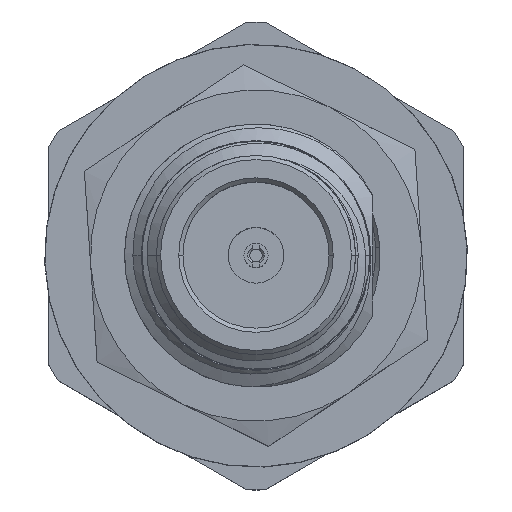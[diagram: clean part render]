
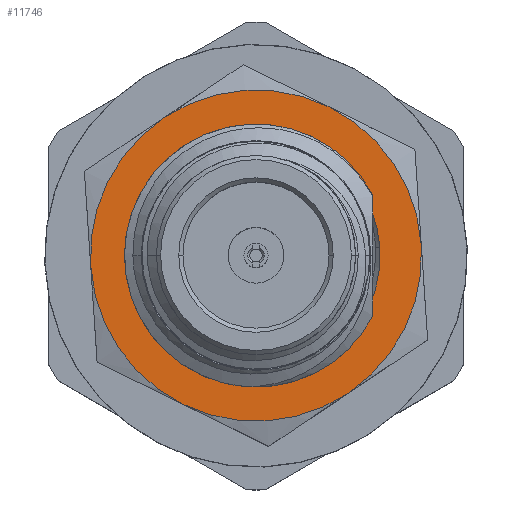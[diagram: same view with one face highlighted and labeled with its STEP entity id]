
A CAD part, top view. The second image highlights one B-rep face of the part: STEP entity #11746.
In plain terms, the highlighted planar face has unit normal (0, 0, 1).
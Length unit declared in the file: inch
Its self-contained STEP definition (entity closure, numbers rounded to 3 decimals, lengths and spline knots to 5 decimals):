
#387 = CARTESIAN_POINT ( 'NONE',  ( -0.29716, 0.11736, 1.07183 ) ) ;
#975 = CARTESIAN_POINT ( 'NONE',  ( -0.26565, 0.09515, 1.07183 ) ) ;
#1249 = CARTESIAN_POINT ( 'NONE',  ( -0.25314, 0.09958, 1.07183 ) ) ;
#1258 = AXIS2_PLACEMENT_3D ( 'NONE', #2789, #10938, #19195 ) ;
#1717 = B_SPLINE_CURVE_WITH_KNOTS ( 'NONE', 3,
 ( #17400, #3255, #9406, #7244, #975, #1249, #15523, #5118, #9000, #25380, #17545, #11535 ),
 .UNSPECIFIED., .F., .F.,
 ( 4, 2, 2, 2, 2, 4 ),
 ( 0., 0.25, 0.5, 0.625, 0.75, 1. ),
 .UNSPECIFIED. ) ;
#1732 = AXIS2_PLACEMENT_3D ( 'NONE', #3888, #5481, #26122 ) ;
#1926 = VERTEX_POINT ( 'NONE', #18164 ) ;
#2309 = CARTESIAN_POINT ( 'NONE',  ( -0.20948, -0.01346, 1.07183 ) ) ;
#2367 = CARTESIAN_POINT ( 'NONE',  ( -0.09164, -0.00556, 1.07183 ) ) ;
#2789 = CARTESIAN_POINT ( 'NONE',  ( -0.20948, -0.01346, 1.07183 ) ) ;
#3132 = VERTEX_POINT ( 'NONE', #5219 ) ;
#3255 = CARTESIAN_POINT ( 'NONE',  ( -0.29571, 0.07644, 1.07183 ) ) ;
#3315 = AXIS2_PLACEMENT_3D ( 'NONE', #17837, #11828, #9819 ) ;
#3399 = CIRCLE ( 'NONE', #11043, 0.15748 ) ;
#3488 = CARTESIAN_POINT ( 'NONE',  ( -0.20948, -0.01346, 1.07183 ) ) ;
#3489 = CARTESIAN_POINT ( 'NONE',  ( -0.32635, -0.03053, 1.07183 ) ) ;
#3650 = DIRECTION ( 'NONE',  ( 0.998, 0.067, 0. ) ) ;
#3688 = EDGE_LOOP ( 'NONE', ( #4194, #18057, #14507, #21947 ) ) ;
#3744 = DIRECTION ( 'NONE',  ( 0.998, 0.067, 0. ) ) ;
#3781 = EDGE_CURVE ( 'NONE', #7629, #14365, #19752, .T. ) ;
#3888 = CARTESIAN_POINT ( 'NONE',  ( -0.20948, -0.01346, 1.07183 ) ) ;
#4194 = ORIENTED_EDGE ( 'NONE', *, *, #12884, .T. ) ;
#4501 = ORIENTED_EDGE ( 'NONE', *, *, #24013, .T. ) ;
#4790 = CARTESIAN_POINT ( 'NONE',  ( -0.05236, -0.00293, 1.07183 ) ) ;
#5054 = FACE_OUTER_BOUND ( 'NONE', #10058, .T. ) ;
#5118 = CARTESIAN_POINT ( 'NONE',  ( -0.24034, 0.10285, 1.07183 ) ) ;
#5219 = CARTESIAN_POINT ( 'NONE',  ( -0.14003, 0.12788, 1.07183 ) ) ;
#5481 = DIRECTION ( 'NONE',  ( 0., 0., 1. ) ) ;
#5618 = CARTESIAN_POINT ( 'NONE',  ( -0.20948, -0.01346, 1.07183 ) ) ;
#5768 = CARTESIAN_POINT ( 'NONE',  ( -0.30206, 0.07024, 1.07183 ) ) ;
#5774 = CARTESIAN_POINT ( 'NONE',  ( -0.3125, 0.05563, 1.07183 ) ) ;
#5923 = AXIS2_PLACEMENT_3D ( 'NONE', #20349, #22464, #10086 ) ;
#6036 = CARTESIAN_POINT ( 'NONE',  ( -0.3077, 0.06317, 1.07183 ) ) ;
#6758 = AXIS2_PLACEMENT_3D ( 'NONE', #3488, #7729, #3744 ) ;
#7244 = CARTESIAN_POINT ( 'NONE',  ( -0.27369, 0.09129, 1.07183 ) ) ;
#7436 = VERTEX_POINT ( 'NONE', #21863 ) ;
#7629 = VERTEX_POINT ( 'NONE', #3489 ) ;
#7654 = CARTESIAN_POINT ( 'NONE',  ( -0.32895, 0.0005, 1.07183 ) ) ;
#7729 = DIRECTION ( 'NONE',  ( 0., 0., 1. ) ) ;
#7781 = CARTESIAN_POINT ( 'NONE',  ( -0.3246, 0.02686, 1.07183 ) ) ;
#7924 = CARTESIAN_POINT ( 'NONE',  ( -0.32025, 0.03944, 1.07183 ) ) ;
#8191 = CARTESIAN_POINT ( 'NONE',  ( -0.32669, 0.01827, 1.07183 ) ) ;
#8202 = VERTEX_POINT ( 'NONE', #17360 ) ;
#8430 = ORIENTED_EDGE ( 'NONE', *, *, #14682, .T. ) ;
#9000 = CARTESIAN_POINT ( 'NONE',  ( -0.23607, 0.10363, 1.07183 ) ) ;
#9406 = CARTESIAN_POINT ( 'NONE',  ( -0.28878, 0.08188, 1.07183 ) ) ;
#9667 = CARTESIAN_POINT ( 'NONE',  ( -0.32913, -0.01293, 1.07183 ) ) ;
#9819 = DIRECTION ( 'NONE',  ( 0.998, 0.067, 0. ) ) ;
#9867 = CARTESIAN_POINT ( 'NONE',  ( -0.12181, -0.14427, 1.07183 ) ) ;
#10003 = CIRCLE ( 'NONE', #21479, 0.15748 ) ;
#10058 = EDGE_LOOP ( 'NONE', ( #8430, #4501, #14565, #13797, #20308, #16335 ) ) ;
#10086 = DIRECTION ( 'NONE',  ( 0.998, 0.067, 0. ) ) ;
#10180 = EDGE_CURVE ( 'NONE', #14365, #8202, #1717, .T. ) ;
#10938 = DIRECTION ( 'NONE',  ( 0., 0., 1. ) ) ;
#11043 = AXIS2_PLACEMENT_3D ( 'NONE', #21941, #21683, #23684 ) ;
#11535 = CARTESIAN_POINT ( 'NONE',  ( -0.20511, 0.10457, 1.07183 ) ) ;
#11746 = ADVANCED_FACE ( 'NONE', ( #19321, #5054 ), #15054, .T. ) ;
#11828 = DIRECTION ( 'NONE',  ( 0., 0., -1. ) ) ;
#11945 = CARTESIAN_POINT ( 'NONE',  ( -0.32331, 0.03109, 1.07183 ) ) ;
#12182 = EDGE_CURVE ( 'NONE', #13132, #1926, #16195, .T. ) ;
#12484 = EDGE_CURVE ( 'NONE', #7436, #15531, #19564, .T. ) ;
#12766 = EDGE_CURVE ( 'NONE', #3132, #13132, #3399, .T. ) ;
#12884 = EDGE_CURVE ( 'NONE', #8202, #25967, #16168, .T. ) ;
#13132 = VERTEX_POINT ( 'NONE', #387 ) ;
#13290 = CARTESIAN_POINT ( 'NONE',  ( -0.20948, -0.01346, 1.07183 ) ) ;
#13765 = DIRECTION ( 'NONE',  ( 0., 0., 1. ) ) ;
#13787 = CARTESIAN_POINT ( 'NONE',  ( -0.32824, -0.02178, 1.07183 ) ) ;
#13797 = ORIENTED_EDGE ( 'NONE', *, *, #12182, .T. ) ;
#14365 = VERTEX_POINT ( 'NONE', #5768 ) ;
#14507 = ORIENTED_EDGE ( 'NONE', *, *, #3781, .T. ) ;
#14565 = ORIENTED_EDGE ( 'NONE', *, *, #12766, .T. ) ;
#14682 = EDGE_CURVE ( 'NONE', #15531, #21912, #24694, .T. ) ;
#14878 = AXIS2_PLACEMENT_3D ( 'NONE', #13290, #15293, #21407 ) ;
#15054 = PLANE ( 'NONE',  #1258 ) ;
#15293 = DIRECTION ( 'NONE',  ( 0., 0., 1. ) ) ;
#15523 = CARTESIAN_POINT ( 'NONE',  ( -0.24892, 0.10083, 1.07183 ) ) ;
#15531 = VERTEX_POINT ( 'NONE', #9867 ) ;
#15584 = CIRCLE ( 'NONE', #16864, 0.15748 ) ;
#16168 = CIRCLE ( 'NONE', #5923, 0.11811 ) ;
#16195 = CIRCLE ( 'NONE', #1732, 0.15748 ) ;
#16202 = CARTESIAN_POINT ( 'NONE',  ( -0.32635, -0.03053, 1.07183 ) ) ;
#16335 = ORIENTED_EDGE ( 'NONE', *, *, #12484, .T. ) ;
#16864 = AXIS2_PLACEMENT_3D ( 'NONE', #5618, #13765, #3650 ) ;
#17360 = CARTESIAN_POINT ( 'NONE',  ( -0.20511, 0.10457, 1.07183 ) ) ;
#17400 = CARTESIAN_POINT ( 'NONE',  ( -0.30206, 0.07024, 1.07183 ) ) ;
#17545 = CARTESIAN_POINT ( 'NONE',  ( -0.21381, 0.10544, 1.07183 ) ) ;
#17837 = CARTESIAN_POINT ( 'NONE',  ( -0.20948, -0.01346, 1.07183 ) ) ;
#17950 = CARTESIAN_POINT ( 'NONE',  ( -0.31846, 0.0436, 1.07183 ) ) ;
#18057 = ORIENTED_EDGE ( 'NONE', *, *, #18145, .T. ) ;
#18145 = EDGE_CURVE ( 'NONE', #25967, #7629, #20348, .T. ) ;
#18164 = CARTESIAN_POINT ( 'NONE',  ( -0.36661, -0.02398, 1.07183 ) ) ;
#19195 = DIRECTION ( 'NONE',  ( 0.998, 0.067, 0. ) ) ;
#19321 = FACE_BOUND ( 'NONE', #3688, .T. ) ;
#19564 = CIRCLE ( 'NONE', #14878, 0.15748 ) ;
#19752 = B_SPLINE_CURVE_WITH_KNOTS ( 'NONE', 3,
 ( #16202, #13787, #9667, #7654, #22182, #20184, #8191, #7781, #11945, #7924, #17950, #5774, #6036, #21917 ),
 .UNSPECIFIED., .F., .F.,
 ( 4, 2, 2, 2, 2, 2, 4 ),
 ( 0., 0.25, 0.375, 0.5, 0.625, 0.75, 1. ),
 .UNSPECIFIED. ) ;
#20184 = CARTESIAN_POINT ( 'NONE',  ( -0.32752, 0.0138, 1.07183 ) ) ;
#20308 = ORIENTED_EDGE ( 'NONE', *, *, #23282, .T. ) ;
#20327 = DIRECTION ( 'NONE',  ( 0., 0., 1. ) ) ;
#20348 = CIRCLE ( 'NONE', #3315, 0.11811 ) ;
#20349 = CARTESIAN_POINT ( 'NONE',  ( -0.20948, -0.01346, 1.07183 ) ) ;
#21407 = DIRECTION ( 'NONE',  ( 0.998, 0.067, 0. ) ) ;
#21479 = AXIS2_PLACEMENT_3D ( 'NONE', #2309, #20327, #24846 ) ;
#21683 = DIRECTION ( 'NONE',  ( 0., 0., 1. ) ) ;
#21863 = CARTESIAN_POINT ( 'NONE',  ( -0.27894, -0.15479, 1.07183 ) ) ;
#21912 = VERTEX_POINT ( 'NONE', #4790 ) ;
#21917 = CARTESIAN_POINT ( 'NONE',  ( -0.30206, 0.07024, 1.07183 ) ) ;
#21941 = CARTESIAN_POINT ( 'NONE',  ( -0.20948, -0.01346, 1.07183 ) ) ;
#21947 = ORIENTED_EDGE ( 'NONE', *, *, #10180, .T. ) ;
#22182 = CARTESIAN_POINT ( 'NONE',  ( -0.32864, 0.00495, 1.07183 ) ) ;
#22464 = DIRECTION ( 'NONE',  ( 0., 0., -1. ) ) ;
#23282 = EDGE_CURVE ( 'NONE', #1926, #7436, #10003, .T. ) ;
#23684 = DIRECTION ( 'NONE',  ( 0.998, 0.067, 0. ) ) ;
#24013 = EDGE_CURVE ( 'NONE', #21912, #3132, #15584, .T. ) ;
#24694 = CIRCLE ( 'NONE', #6758, 0.15748 ) ;
#24846 = DIRECTION ( 'NONE',  ( 0.998, 0.067, 0. ) ) ;
#25380 = CARTESIAN_POINT ( 'NONE',  ( -0.22263, 0.10531, 1.07183 ) ) ;
#25967 = VERTEX_POINT ( 'NONE', #2367 ) ;
#26122 = DIRECTION ( 'NONE',  ( 0.998, 0.067, 0. ) ) ;
